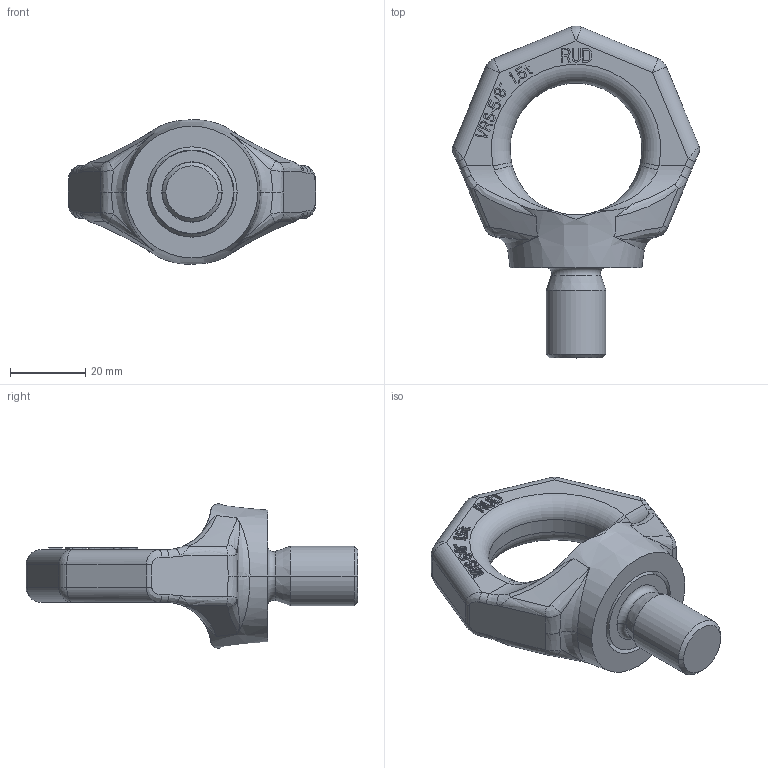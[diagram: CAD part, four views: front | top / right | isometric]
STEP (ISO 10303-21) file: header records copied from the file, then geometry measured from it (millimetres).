
FILE_DESCRIPTION((''),'2;1');
FILE_NAME('001-M31699-P-4_ASM','2004-11-09T',('Rehwagen'),(''),'PRO/ENGINEER BY PARAMETRIC TECHNOLOGY CORPORATION, 2001400','PRO/ENGINEER BY PARAMETRIC TECHNOLOGY CORPORATION, 2001400','');
FILE_SCHEMA(('CONFIG_CONTROL_DESIGN'));
Length unit declared in the file: millimetre
Products named in the file (3): 001-M31699-P-1; 001-M31699-P-2; 001-M31699-P-4_ASM
Assembly tree (2 placements, depth 2):
  001-M31699-P-4_ASM
    001-M31699-P-1
    001-M31699-P-2
Bounding box: 65.68 x 88.17 x 38.35 mm (x, y, z)
Volume: 41277.6 mm3; surface area: 13736.5 mm2
Topology: 2 solids, 2 shells, 509 faces, 1381 edges, 888 vertices
Faces by surface type: plane 397, bspline 48, cylinder 38, cone 12, torus 8, sphere 6
Entity records: 19025 total; most frequent: CARTESIAN_POINT 6528, ORIENTED_EDGE 2746, DIRECTION 2277, EDGE_CURVE 1373, VECTOR 1153, LINE 1153, VERTEX_POINT 888, AXIS2_PLACEMENT_3D 562
